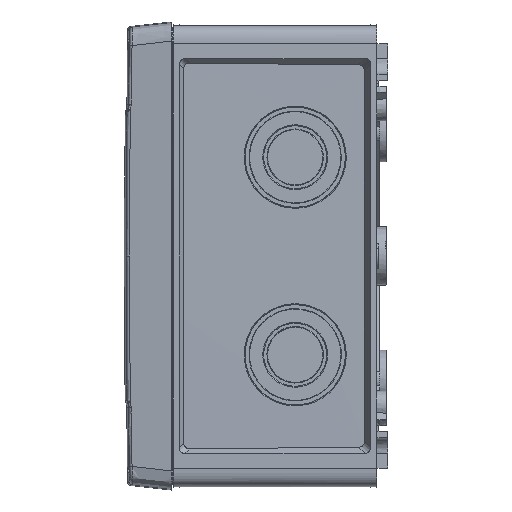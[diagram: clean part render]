
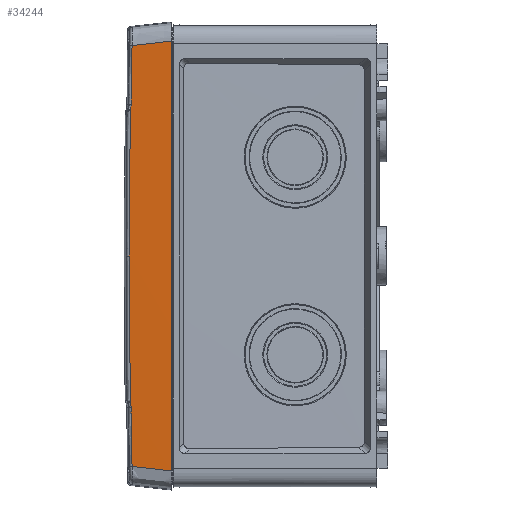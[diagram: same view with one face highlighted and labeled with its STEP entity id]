
A CAD part, left-side view. The second image highlights one B-rep face of the part: STEP entity #34244.
In plain terms, the highlighted conical face has half-angle 6.4 degrees and reference radius 7880.37 mm.
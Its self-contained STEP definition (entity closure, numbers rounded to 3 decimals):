
#6863=B_SPLINE_CURVE_WITH_KNOTS('',3,(#51574,#51575,#51576,#51577,#51578,
#51579,#51580,#51581),.UNSPECIFIED.,.F.,.F.,(4,1,1,1,1,4),(0.,0.2,0.4,0.6,
0.8,1.),.UNSPECIFIED.);
#6864=B_SPLINE_CURVE_WITH_KNOTS('',3,(#51583,#51584,#51585,#51586,#51587,
#51588),.UNSPECIFIED.,.F.,.F.,(4,1,1,4),(0.,0.333,0.667,
1.),.UNSPECIFIED.);
#6865=B_SPLINE_CURVE_WITH_KNOTS('',3,(#51591,#51592,#51593,#51594,#51595,
#51596),.UNSPECIFIED.,.F.,.F.,(4,1,1,4),(0.,0.333,0.667,
1.),.UNSPECIFIED.);
#6866=B_SPLINE_CURVE_WITH_KNOTS('',3,(#51598,#51599,#51600,#51601,#51602,
#51603,#51604,#51605,#51606,#51607,#51608,#51609,#51610,#51611,#51612,#51613,
#51614,#51615,#51616),.UNSPECIFIED.,.F.,.F.,(4,1,1,1,1,1,1,1,1,1,1,1,1,
1,1,1,4),(0.,0.063,0.125,0.188,0.25,0.313,0.375,0.438,0.5,0.563,0.625,
0.688,0.75,0.813,0.875,0.938,1.),.UNSPECIFIED.);
#6867=B_SPLINE_CURVE_WITH_KNOTS('',3,(#51618,#51619,#51620,#51621,#51622,
#51623,#51624),.UNSPECIFIED.,.F.,.F.,(4,1,1,1,4),(0.,0.25,0.5,0.75,1.),
 .UNSPECIFIED.);
#6868=B_SPLINE_CURVE_WITH_KNOTS('',3,(#51626,#51627,#51628,#51629),
 .UNSPECIFIED.,.F.,.F.,(4,4),(0.,1.),.UNSPECIFIED.);
#6869=B_SPLINE_CURVE_WITH_KNOTS('',3,(#51630,#51631,#51632,#51633),
 .UNSPECIFIED.,.F.,.F.,(4,4),(0.,1.),.UNSPECIFIED.);
#6870=B_SPLINE_CURVE_WITH_KNOTS('',3,(#51634,#51635,#51636,#51637,#51638,
#51639,#51640,#51641,#51642,#51643,#51644,#51645,#51646,#51647,#51648,#51649,
#51650,#51651,#51652,#51653),.UNSPECIFIED.,.F.,.F.,(4,1,1,1,1,1,1,1,1,1,
1,1,1,1,1,1,1,4),(0.,0.059,0.118,0.176,0.235,
0.294,0.353,0.412,0.471,0.529,
0.588,0.647,0.706,0.765,0.824,
0.882,0.941,1.),.UNSPECIFIED.);
#8621=ORIENTED_EDGE('',*,*,#19103,.T.);
#8622=ORIENTED_EDGE('',*,*,#19104,.F.);
#8623=ORIENTED_EDGE('',*,*,#19105,.F.);
#8624=ORIENTED_EDGE('',*,*,#19106,.T.);
#8625=ORIENTED_EDGE('',*,*,#19107,.F.);
#8626=ORIENTED_EDGE('',*,*,#18702,.T.);
#8627=ORIENTED_EDGE('',*,*,#19108,.F.);
#8628=ORIENTED_EDGE('',*,*,#19102,.T.);
#8629=ORIENTED_EDGE('',*,*,#19109,.F.);
#18702=EDGE_CURVE('',#24006,#24005,#27418,.T.);
#19102=EDGE_CURVE('',#24370,#24371,#6863,.T.);
#19103=EDGE_CURVE('',#24372,#24373,#6864,.T.);
#19104=EDGE_CURVE('',#24374,#24373,#6865,.T.);
#19105=EDGE_CURVE('',#24375,#24374,#6866,.T.);
#19106=EDGE_CURVE('',#24375,#24376,#6867,.T.);
#19107=EDGE_CURVE('',#24006,#24376,#6868,.T.);
#19108=EDGE_CURVE('',#24370,#24005,#6869,.T.);
#19109=EDGE_CURVE('',#24372,#24371,#6870,.T.);
#24005=VERTEX_POINT('',#50142);
#24006=VERTEX_POINT('',#50144);
#24370=VERTEX_POINT('',#51563);
#24371=VERTEX_POINT('',#51573);
#24372=VERTEX_POINT('',#51589);
#24373=VERTEX_POINT('',#51590);
#24374=VERTEX_POINT('',#51597);
#24375=VERTEX_POINT('',#51617);
#24376=VERTEX_POINT('',#51625);
#27418=CIRCLE('',#36335,7881.138);
#29139=EDGE_LOOP('',(#8621,#8622,#8623,#8624,#8625,#8626,#8627,#8628,#8629));
#31489=FACE_BOUND('',#29139,.T.);
#33708=CONICAL_SURFACE('',#36537,7880.373,0.112);
#34244=ADVANCED_FACE('',(#31489),#33708,.T.);
#36335=AXIS2_PLACEMENT_3D('',#50143,#40174,#40175);
#36537=AXIS2_PLACEMENT_3D('',#51582,#40770,#40771);
#40174=DIRECTION('',(0.,1.,0.));
#40175=DIRECTION('',(-1.,0.,-0.009));
#40770=DIRECTION('',(0.,-1.,0.));
#40771=DIRECTION('',(-1.,0.,0.));
#50142=CARTESIAN_POINT('',(-75.526,-0.3,69.616));
#50143=CARTESIAN_POINT('',(7805.305,-0.3,0.));
#50144=CARTESIAN_POINT('',(-75.526,-0.3,-69.616));
#51563=CARTESIAN_POINT('',(-74.102,12.509,68.191));
#51573=CARTESIAN_POINT('',(-74.216,12.753,49.224));
#51574=CARTESIAN_POINT('',(-74.102,12.509,68.191));
#51575=CARTESIAN_POINT('',(-74.111,12.529,66.845));
#51576=CARTESIAN_POINT('',(-74.129,12.567,64.211));
#51577=CARTESIAN_POINT('',(-74.153,12.618,60.497));
#51578=CARTESIAN_POINT('',(-74.175,12.665,56.844));
#51579=CARTESIAN_POINT('',(-74.196,12.709,53.133));
#51580=CARTESIAN_POINT('',(-74.209,12.738,50.542));
#51581=CARTESIAN_POINT('',(-74.216,12.753,49.224));
#51582=CARTESIAN_POINT('',(7805.305,6.522,0.));
#51583=CARTESIAN_POINT('',(-74.188,13.098,47.441));
#51584=CARTESIAN_POINT('',(-74.214,13.152,42.17));
#51585=CARTESIAN_POINT('',(-74.256,13.244,31.628));
#51586=CARTESIAN_POINT('',(-74.295,13.326,15.814));
#51587=CARTESIAN_POINT('',(-74.303,13.344,5.271));
#51588=CARTESIAN_POINT('',(-74.303,13.344,0.));
#51589=CARTESIAN_POINT('',(-74.188,13.098,47.441));
#51590=CARTESIAN_POINT('',(-74.303,13.344,0.));
#51591=CARTESIAN_POINT('',(-74.188,13.098,-47.441));
#51592=CARTESIAN_POINT('',(-74.214,13.152,-42.17));
#51593=CARTESIAN_POINT('',(-74.256,13.244,-31.628));
#51594=CARTESIAN_POINT('',(-74.295,13.326,-15.814));
#51595=CARTESIAN_POINT('',(-74.303,13.344,-5.271));
#51596=CARTESIAN_POINT('',(-74.303,13.344,0.));
#51597=CARTESIAN_POINT('',(-74.188,13.098,-47.441));
#51598=CARTESIAN_POINT('',(-74.216,12.753,-49.224));
#51599=CARTESIAN_POINT('',(-74.216,12.753,-49.206));
#51600=CARTESIAN_POINT('',(-74.216,12.756,-49.17));
#51601=CARTESIAN_POINT('',(-74.215,12.762,-49.117));
#51602=CARTESIAN_POINT('',(-74.215,12.769,-49.059));
#51603=CARTESIAN_POINT('',(-74.214,12.778,-48.998));
#51604=CARTESIAN_POINT('',(-74.214,12.787,-48.93));
#51605=CARTESIAN_POINT('',(-74.213,12.798,-48.856));
#51606=CARTESIAN_POINT('',(-74.212,12.811,-48.773));
#51607=CARTESIAN_POINT('',(-74.211,12.826,-48.68));
#51608=CARTESIAN_POINT('',(-74.21,12.843,-48.574));
#51609=CARTESIAN_POINT('',(-74.208,12.865,-48.452));
#51610=CARTESIAN_POINT('',(-74.206,12.89,-48.315));
#51611=CARTESIAN_POINT('',(-74.203,12.922,-48.158));
#51612=CARTESIAN_POINT('',(-74.2,12.959,-47.985));
#51613=CARTESIAN_POINT('',(-74.197,12.998,-47.816));
#51614=CARTESIAN_POINT('',(-74.193,13.042,-47.643));
#51615=CARTESIAN_POINT('',(-74.19,13.078,-47.51));
#51616=CARTESIAN_POINT('',(-74.188,13.098,-47.441));
#51617=CARTESIAN_POINT('',(-74.216,12.753,-49.224));
#51618=CARTESIAN_POINT('',(-74.216,12.753,-49.224));
#51619=CARTESIAN_POINT('',(-74.208,12.735,-50.853));
#51620=CARTESIAN_POINT('',(-74.19,12.698,-54.138));
#51621=CARTESIAN_POINT('',(-74.16,12.634,-59.311));
#51622=CARTESIAN_POINT('',(-74.129,12.567,-64.212));
#51623=CARTESIAN_POINT('',(-74.111,12.528,-66.935));
#51624=CARTESIAN_POINT('',(-74.102,12.509,-68.191));
#51625=CARTESIAN_POINT('',(-74.102,12.509,-68.191));
#51626=CARTESIAN_POINT('',(-75.526,-0.3,-69.616));
#51627=CARTESIAN_POINT('',(-75.051,3.97,-69.141));
#51628=CARTESIAN_POINT('',(-74.577,8.239,-68.666));
#51629=CARTESIAN_POINT('',(-74.102,12.509,-68.191));
#51630=CARTESIAN_POINT('',(-74.102,12.509,68.191));
#51631=CARTESIAN_POINT('',(-74.577,8.239,68.666));
#51632=CARTESIAN_POINT('',(-75.051,3.97,69.141));
#51633=CARTESIAN_POINT('',(-75.526,-0.3,69.616));
#51634=CARTESIAN_POINT('',(-74.188,13.098,47.441));
#51635=CARTESIAN_POINT('',(-74.189,13.084,47.487));
#51636=CARTESIAN_POINT('',(-74.192,13.057,47.583));
#51637=CARTESIAN_POINT('',(-74.195,13.018,47.737));
#51638=CARTESIAN_POINT('',(-74.199,12.976,47.912));
#51639=CARTESIAN_POINT('',(-74.202,12.937,48.086));
#51640=CARTESIAN_POINT('',(-74.205,12.904,48.246));
#51641=CARTESIAN_POINT('',(-74.207,12.877,48.386));
#51642=CARTESIAN_POINT('',(-74.209,12.855,48.509));
#51643=CARTESIAN_POINT('',(-74.21,12.836,48.616));
#51644=CARTESIAN_POINT('',(-74.211,12.821,48.71));
#51645=CARTESIAN_POINT('',(-74.212,12.807,48.795));
#51646=CARTESIAN_POINT('',(-74.213,12.796,48.871));
#51647=CARTESIAN_POINT('',(-74.214,12.786,48.94));
#51648=CARTESIAN_POINT('',(-74.214,12.777,49.003));
#51649=CARTESIAN_POINT('',(-74.215,12.769,49.061));
#51650=CARTESIAN_POINT('',(-74.215,12.763,49.113));
#51651=CARTESIAN_POINT('',(-74.216,12.756,49.167));
#51652=CARTESIAN_POINT('',(-74.216,12.753,49.205));
#51653=CARTESIAN_POINT('',(-74.216,12.753,49.224));
